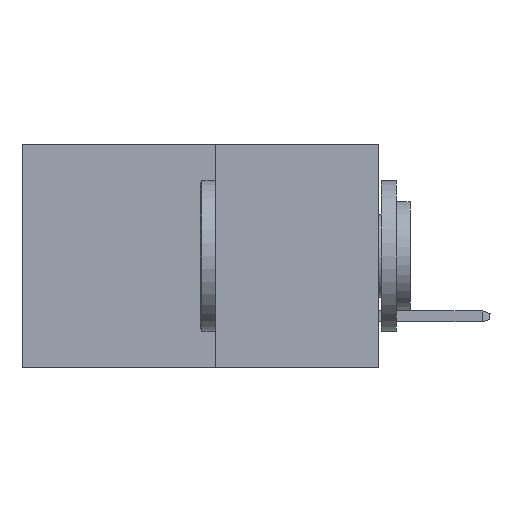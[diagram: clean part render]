
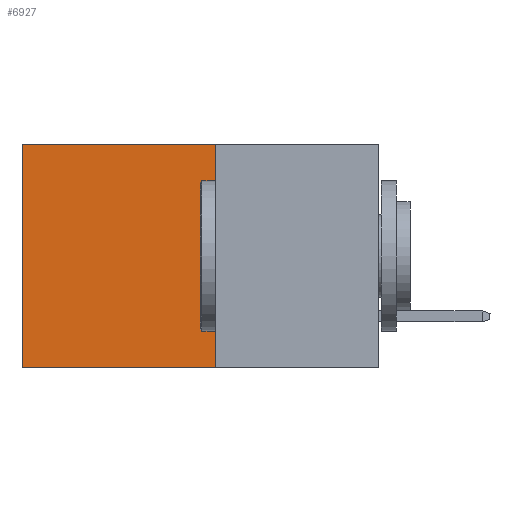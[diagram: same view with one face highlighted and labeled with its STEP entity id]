
A CAD part, left-side view. The second image highlights one B-rep face of the part: STEP entity #6927.
In plain terms, the highlighted planar face has unit normal (-1, 0, 0).
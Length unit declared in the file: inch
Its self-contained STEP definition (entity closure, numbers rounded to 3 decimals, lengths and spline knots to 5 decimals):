
#569 = DIRECTION ( 'NONE',  ( 1., 0., 0. ) ) ;
#915 = ORIENTED_EDGE ( 'NONE', *, *, #5342, .T. ) ;
#1636 = VERTEX_POINT ( 'NONE', #9116 ) ;
#1638 = VECTOR ( 'NONE', #7307, 39.37008 ) ;
#2277 = LINE ( 'NONE', #9617, #11642 ) ;
#2577 = CARTESIAN_POINT ( 'NONE',  ( 0.277, 0.27, -0.37 ) ) ;
#2912 = VECTOR ( 'NONE', #9911, 39.37008 ) ;
#3283 = LINE ( 'NONE', #3506, #10469 ) ;
#3506 = CARTESIAN_POINT ( 'NONE',  ( 0.277, 0.27, 0. ) ) ;
#4237 = CARTESIAN_POINT ( 'NONE',  ( 0.277, 0.27, -0.37 ) ) ;
#4387 = DIRECTION ( 'NONE',  ( 0., 1., 0. ) ) ;
#4952 = DIRECTION ( 'NONE',  ( 0., 0., -1. ) ) ;
#5342 = EDGE_CURVE ( 'NONE', #8405, #1636, #3283, .T. ) ;
#5470 = PLANE ( 'NONE',  #6124 ) ;
#6124 = AXIS2_PLACEMENT_3D ( 'NONE', #11861, #569, #7344 ) ;
#6785 = FACE_OUTER_BOUND ( 'NONE', #9279, .T. ) ;
#6927 = ADVANCED_FACE ( 'NONE', ( #6785 ), #5470, .F. ) ;
#6939 = EDGE_CURVE ( 'NONE', #8261, #8199, #9598, .T. ) ;
#7307 = DIRECTION ( 'NONE',  ( 0., 1., 0. ) ) ;
#7344 = DIRECTION ( 'NONE',  ( 0., 0., -1. ) ) ;
#8019 = ORIENTED_EDGE ( 'NONE', *, *, #8548, .T. ) ;
#8179 = CARTESIAN_POINT ( 'NONE',  ( 0.277, 0.59, -0.37 ) ) ;
#8199 = VERTEX_POINT ( 'NONE', #8179 ) ;
#8261 = VERTEX_POINT ( 'NONE', #11865 ) ;
#8405 = VERTEX_POINT ( 'NONE', #9450 ) ;
#8548 = EDGE_CURVE ( 'NONE', #1636, #8199, #2277, .T. ) ;
#9116 = CARTESIAN_POINT ( 'NONE',  ( 0.277, 0.59, 0. ) ) ;
#9279 = EDGE_LOOP ( 'NONE', ( #8019, #10480, #10752, #915 ) ) ;
#9450 = CARTESIAN_POINT ( 'NONE',  ( 0.277, 0.27, 0. ) ) ;
#9598 = LINE ( 'NONE', #2577, #1638 ) ;
#9617 = CARTESIAN_POINT ( 'NONE',  ( 0.277, 0.59, -0.37 ) ) ;
#9911 = DIRECTION ( 'NONE',  ( 0., 0., -1. ) ) ;
#10469 = VECTOR ( 'NONE', #4387, 39.37008 ) ;
#10480 = ORIENTED_EDGE ( 'NONE', *, *, #6939, .F. ) ;
#10705 = LINE ( 'NONE', #4237, #2912 ) ;
#10752 = ORIENTED_EDGE ( 'NONE', *, *, #11983, .F. ) ;
#11642 = VECTOR ( 'NONE', #4952, 39.37008 ) ;
#11861 = CARTESIAN_POINT ( 'NONE',  ( 0.277, 0.27, -0.37 ) ) ;
#11865 = CARTESIAN_POINT ( 'NONE',  ( 0.277, 0.27, -0.37 ) ) ;
#11983 = EDGE_CURVE ( 'NONE', #8405, #8261, #10705, .T. ) ;
